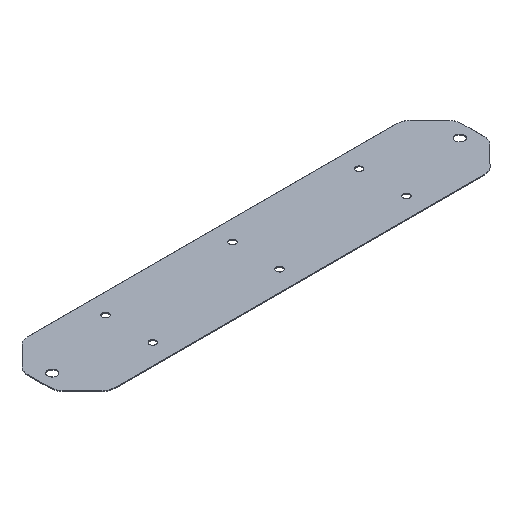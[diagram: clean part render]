
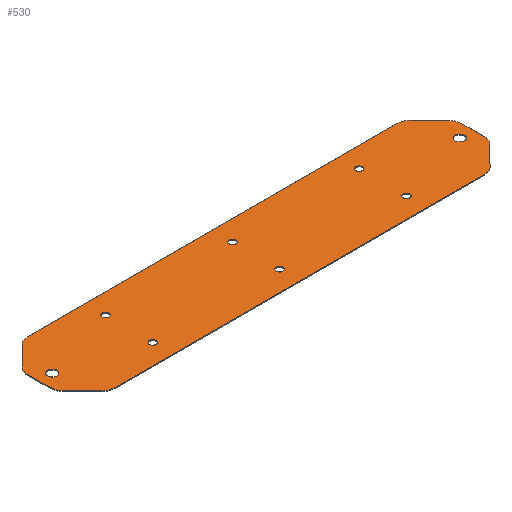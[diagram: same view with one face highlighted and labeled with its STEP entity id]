
A CAD part, isometric view. The second image highlights one B-rep face of the part: STEP entity #530.
In plain terms, the highlighted planar face has unit normal (0, 0, 1).
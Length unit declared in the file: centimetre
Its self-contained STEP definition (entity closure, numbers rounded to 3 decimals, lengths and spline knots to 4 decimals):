
#20=FACE_BOUND('',#97,.T.);
#21=FACE_BOUND('',#98,.T.);
#22=FACE_BOUND('',#99,.T.);
#23=FACE_BOUND('',#100,.T.);
#24=FACE_BOUND('',#101,.T.);
#25=FACE_BOUND('',#102,.T.);
#26=FACE_BOUND('',#103,.T.);
#27=FACE_BOUND('',#104,.T.);
#44=PLANE('',#590);
#70=FACE_OUTER_BOUND('',#96,.T.);
#96=EDGE_LOOP('',(#442,#443,#444,#445,#446,#447,#448,#449,#450,#451,#452,
#453,#454,#455,#456,#457));
#97=EDGE_LOOP('',(#458));
#98=EDGE_LOOP('',(#459));
#99=EDGE_LOOP('',(#460));
#100=EDGE_LOOP('',(#461));
#101=EDGE_LOOP('',(#462));
#102=EDGE_LOOP('',(#463));
#103=EDGE_LOOP('',(#464));
#104=EDGE_LOOP('',(#465));
#124=LINE('',#812,#164);
#128=LINE('',#824,#168);
#132=LINE('',#836,#172);
#136=LINE('',#848,#176);
#140=LINE('',#860,#180);
#144=LINE('',#872,#184);
#148=LINE('',#884,#188);
#152=LINE('',#896,#192);
#164=VECTOR('',#656,1.);
#168=VECTOR('',#668,1.);
#172=VECTOR('',#680,1.);
#176=VECTOR('',#692,1.);
#180=VECTOR('',#704,1.);
#184=VECTOR('',#716,1.);
#188=VECTOR('',#728,1.);
#192=VECTOR('',#740,1.);
#194=CIRCLE('',#535,3.5);
#196=CIRCLE('',#538,2.5);
#198=CIRCLE('',#541,2.5);
#200=CIRCLE('',#544,2.5);
#202=CIRCLE('',#547,2.5);
#204=CIRCLE('',#550,2.5);
#206=CIRCLE('',#553,2.5);
#208=CIRCLE('',#556,3.5);
#211=CIRCLE('',#561,10.);
#213=CIRCLE('',#565,10.);
#215=CIRCLE('',#569,10.);
#217=CIRCLE('',#573,10.);
#219=CIRCLE('',#577,10.);
#221=CIRCLE('',#581,10.);
#223=CIRCLE('',#585,10.);
#225=CIRCLE('',#589,10.);
#226=VERTEX_POINT('',#758);
#228=VERTEX_POINT('',#764);
#230=VERTEX_POINT('',#770);
#232=VERTEX_POINT('',#776);
#234=VERTEX_POINT('',#782);
#236=VERTEX_POINT('',#788);
#238=VERTEX_POINT('',#794);
#240=VERTEX_POINT('',#800);
#244=VERTEX_POINT('',#809);
#245=VERTEX_POINT('',#811);
#247=VERTEX_POINT('',#817);
#249=VERTEX_POINT('',#823);
#251=VERTEX_POINT('',#829);
#253=VERTEX_POINT('',#835);
#255=VERTEX_POINT('',#841);
#257=VERTEX_POINT('',#847);
#259=VERTEX_POINT('',#853);
#261=VERTEX_POINT('',#859);
#263=VERTEX_POINT('',#865);
#265=VERTEX_POINT('',#871);
#267=VERTEX_POINT('',#877);
#269=VERTEX_POINT('',#883);
#271=VERTEX_POINT('',#889);
#273=VERTEX_POINT('',#895);
#274=EDGE_CURVE('',#226,#226,#194,.T.);
#277=EDGE_CURVE('',#228,#228,#196,.T.);
#280=EDGE_CURVE('',#230,#230,#198,.T.);
#283=EDGE_CURVE('',#232,#232,#200,.T.);
#286=EDGE_CURVE('',#234,#234,#202,.T.);
#289=EDGE_CURVE('',#236,#236,#204,.T.);
#292=EDGE_CURVE('',#238,#238,#206,.T.);
#295=EDGE_CURVE('',#240,#240,#208,.T.);
#300=EDGE_CURVE('',#245,#244,#124,.T.);
#303=EDGE_CURVE('',#247,#245,#211,.T.);
#306=EDGE_CURVE('',#249,#247,#128,.T.);
#309=EDGE_CURVE('',#251,#249,#213,.T.);
#312=EDGE_CURVE('',#253,#251,#132,.T.);
#315=EDGE_CURVE('',#255,#253,#215,.T.);
#318=EDGE_CURVE('',#257,#255,#136,.T.);
#321=EDGE_CURVE('',#259,#257,#217,.T.);
#324=EDGE_CURVE('',#261,#259,#140,.T.);
#327=EDGE_CURVE('',#263,#261,#219,.T.);
#330=EDGE_CURVE('',#265,#263,#144,.T.);
#333=EDGE_CURVE('',#267,#265,#221,.T.);
#336=EDGE_CURVE('',#269,#267,#148,.T.);
#339=EDGE_CURVE('',#271,#269,#223,.T.);
#342=EDGE_CURVE('',#273,#271,#152,.T.);
#345=EDGE_CURVE('',#244,#273,#225,.T.);
#442=ORIENTED_EDGE('',*,*,#345,.T.);
#443=ORIENTED_EDGE('',*,*,#342,.T.);
#444=ORIENTED_EDGE('',*,*,#339,.T.);
#445=ORIENTED_EDGE('',*,*,#336,.T.);
#446=ORIENTED_EDGE('',*,*,#333,.T.);
#447=ORIENTED_EDGE('',*,*,#330,.T.);
#448=ORIENTED_EDGE('',*,*,#327,.T.);
#449=ORIENTED_EDGE('',*,*,#324,.T.);
#450=ORIENTED_EDGE('',*,*,#321,.T.);
#451=ORIENTED_EDGE('',*,*,#318,.T.);
#452=ORIENTED_EDGE('',*,*,#315,.T.);
#453=ORIENTED_EDGE('',*,*,#312,.T.);
#454=ORIENTED_EDGE('',*,*,#309,.T.);
#455=ORIENTED_EDGE('',*,*,#306,.T.);
#456=ORIENTED_EDGE('',*,*,#303,.T.);
#457=ORIENTED_EDGE('',*,*,#300,.T.);
#458=ORIENTED_EDGE('',*,*,#295,.T.);
#459=ORIENTED_EDGE('',*,*,#292,.T.);
#460=ORIENTED_EDGE('',*,*,#289,.T.);
#461=ORIENTED_EDGE('',*,*,#286,.T.);
#462=ORIENTED_EDGE('',*,*,#283,.T.);
#463=ORIENTED_EDGE('',*,*,#280,.T.);
#464=ORIENTED_EDGE('',*,*,#277,.T.);
#465=ORIENTED_EDGE('',*,*,#274,.T.);
#530=ADVANCED_FACE('',(#70,#20,#21,#22,#23,#24,#25,#26,#27),#44,.T.);
#535=AXIS2_PLACEMENT_3D('',#759,#598,#599);
#538=AXIS2_PLACEMENT_3D('',#765,#605,#606);
#541=AXIS2_PLACEMENT_3D('',#771,#612,#613);
#544=AXIS2_PLACEMENT_3D('',#777,#619,#620);
#547=AXIS2_PLACEMENT_3D('',#783,#626,#627);
#550=AXIS2_PLACEMENT_3D('',#789,#633,#634);
#553=AXIS2_PLACEMENT_3D('',#795,#640,#641);
#556=AXIS2_PLACEMENT_3D('',#801,#647,#648);
#561=AXIS2_PLACEMENT_3D('',#818,#662,#663);
#565=AXIS2_PLACEMENT_3D('',#830,#674,#675);
#569=AXIS2_PLACEMENT_3D('',#842,#686,#687);
#573=AXIS2_PLACEMENT_3D('',#854,#698,#699);
#577=AXIS2_PLACEMENT_3D('',#866,#710,#711);
#581=AXIS2_PLACEMENT_3D('',#878,#722,#723);
#585=AXIS2_PLACEMENT_3D('',#890,#734,#735);
#589=AXIS2_PLACEMENT_3D('',#900,#746,#747);
#590=AXIS2_PLACEMENT_3D('',#901,#748,#749);
#598=DIRECTION('center_axis',(0.,0.,-1.));
#599=DIRECTION('ref_axis',(-1.,0.,0.));
#605=DIRECTION('center_axis',(0.,0.,-1.));
#606=DIRECTION('ref_axis',(-1.,0.,0.));
#612=DIRECTION('center_axis',(0.,0.,-1.));
#613=DIRECTION('ref_axis',(-1.,0.,0.));
#619=DIRECTION('center_axis',(0.,0.,-1.));
#620=DIRECTION('ref_axis',(-1.,0.,0.));
#626=DIRECTION('center_axis',(0.,0.,-1.));
#627=DIRECTION('ref_axis',(1.,0.,0.));
#633=DIRECTION('center_axis',(0.,0.,-1.));
#634=DIRECTION('ref_axis',(1.,0.,0.));
#640=DIRECTION('center_axis',(0.,0.,-1.));
#641=DIRECTION('ref_axis',(1.,0.,0.));
#647=DIRECTION('center_axis',(0.,0.,-1.));
#648=DIRECTION('ref_axis',(1.,0.,0.));
#656=DIRECTION('',(1.,0.,0.));
#662=DIRECTION('center_axis',(0.,0.,1.));
#663=DIRECTION('ref_axis',(-0.707,-0.707,0.));
#668=DIRECTION('',(0.707,-0.707,0.));
#674=DIRECTION('center_axis',(0.,0.,1.));
#675=DIRECTION('ref_axis',(-1.,0.,0.));
#680=DIRECTION('',(0.,-1.,0.));
#686=DIRECTION('center_axis',(0.,0.,1.));
#687=DIRECTION('ref_axis',(-0.707,0.707,0.));
#692=DIRECTION('',(-0.707,-0.707,0.));
#698=DIRECTION('center_axis',(0.,0.,1.));
#699=DIRECTION('ref_axis',(0.,1.,0.));
#704=DIRECTION('',(-1.,0.,0.));
#710=DIRECTION('center_axis',(0.,0.,1.));
#711=DIRECTION('ref_axis',(0.707,0.707,0.));
#716=DIRECTION('',(-0.707,0.707,0.));
#722=DIRECTION('center_axis',(0.,0.,1.));
#723=DIRECTION('ref_axis',(1.,0.,0.));
#728=DIRECTION('',(0.,1.,0.));
#734=DIRECTION('center_axis',(0.,0.,1.));
#735=DIRECTION('ref_axis',(0.707,-0.707,0.));
#740=DIRECTION('',(0.707,0.707,0.));
#746=DIRECTION('center_axis',(0.,0.,1.));
#747=DIRECTION('ref_axis',(0.,-1.,0.));
#748=DIRECTION('center_axis',(0.,0.,1.));
#749=DIRECTION('ref_axis',(1.,0.,0.));
#758=CARTESIAN_POINT('',(-147.5,0.,0.6));
#759=CARTESIAN_POINT('Origin',(-151.,0.,0.6));
#764=CARTESIAN_POINT('',(-91.5,17.5,0.6));
#765=CARTESIAN_POINT('Origin',(-94.,17.5,0.6));
#770=CARTESIAN_POINT('',(96.5,17.5,0.6));
#771=CARTESIAN_POINT('Origin',(94.,17.5,0.6));
#776=CARTESIAN_POINT('',(2.5,17.5,0.6));
#777=CARTESIAN_POINT('Origin',(0.,17.5,0.6));
#782=CARTESIAN_POINT('',(-2.5,-17.5,0.6));
#783=CARTESIAN_POINT('Origin',(0.,-17.5,0.6));
#788=CARTESIAN_POINT('',(91.5,-17.5,0.6));
#789=CARTESIAN_POINT('Origin',(94.,-17.5,0.6));
#794=CARTESIAN_POINT('',(-96.5,-17.5,0.6));
#795=CARTESIAN_POINT('Origin',(-94.,-17.5,0.6));
#800=CARTESIAN_POINT('',(147.5,0.,0.6));
#801=CARTESIAN_POINT('Origin',(151.,0.,0.6));
#809=CARTESIAN_POINT('',(136.8579,-32.5,0.6));
#811=CARTESIAN_POINT('',(-136.8579,-32.5,0.6));
#812=CARTESIAN_POINT('',(-136.8579,-32.5,0.6));
#817=CARTESIAN_POINT('',(-143.9289,-29.5711,0.6));
#818=CARTESIAN_POINT('Origin',(-136.8579,-22.5,0.6));
#823=CARTESIAN_POINT('',(-158.0711,-15.4289,0.6));
#824=CARTESIAN_POINT('',(-158.0711,-15.4289,0.6));
#829=CARTESIAN_POINT('',(-161.,-8.3579,0.6));
#830=CARTESIAN_POINT('Origin',(-151.,-8.3579,0.6));
#835=CARTESIAN_POINT('',(-161.,8.3579,0.6));
#836=CARTESIAN_POINT('',(-161.,8.3579,0.6));
#841=CARTESIAN_POINT('',(-158.0711,15.4289,0.6));
#842=CARTESIAN_POINT('Origin',(-151.,8.3579,0.6));
#847=CARTESIAN_POINT('',(-143.9289,29.5711,0.6));
#848=CARTESIAN_POINT('',(-143.9289,29.5711,0.6));
#853=CARTESIAN_POINT('',(-136.8579,32.5,0.6));
#854=CARTESIAN_POINT('Origin',(-136.8579,22.5,0.6));
#859=CARTESIAN_POINT('',(136.8579,32.5,0.6));
#860=CARTESIAN_POINT('',(136.8579,32.5,0.6));
#865=CARTESIAN_POINT('',(143.9289,29.5711,0.6));
#866=CARTESIAN_POINT('Origin',(136.8579,22.5,0.6));
#871=CARTESIAN_POINT('',(158.0711,15.4289,0.6));
#872=CARTESIAN_POINT('',(158.0711,15.4289,0.6));
#877=CARTESIAN_POINT('',(161.,8.3579,0.6));
#878=CARTESIAN_POINT('Origin',(151.,8.3579,0.6));
#883=CARTESIAN_POINT('',(161.,-8.3579,0.6));
#884=CARTESIAN_POINT('',(161.,-8.3579,0.6));
#889=CARTESIAN_POINT('',(158.0711,-15.4289,0.6));
#890=CARTESIAN_POINT('Origin',(151.,-8.3579,0.6));
#895=CARTESIAN_POINT('',(143.9289,-29.5711,0.6));
#896=CARTESIAN_POINT('',(143.9289,-29.5711,0.6));
#900=CARTESIAN_POINT('Origin',(136.8579,-22.5,0.6));
#901=CARTESIAN_POINT('Origin',(0.,0.,
0.6));
